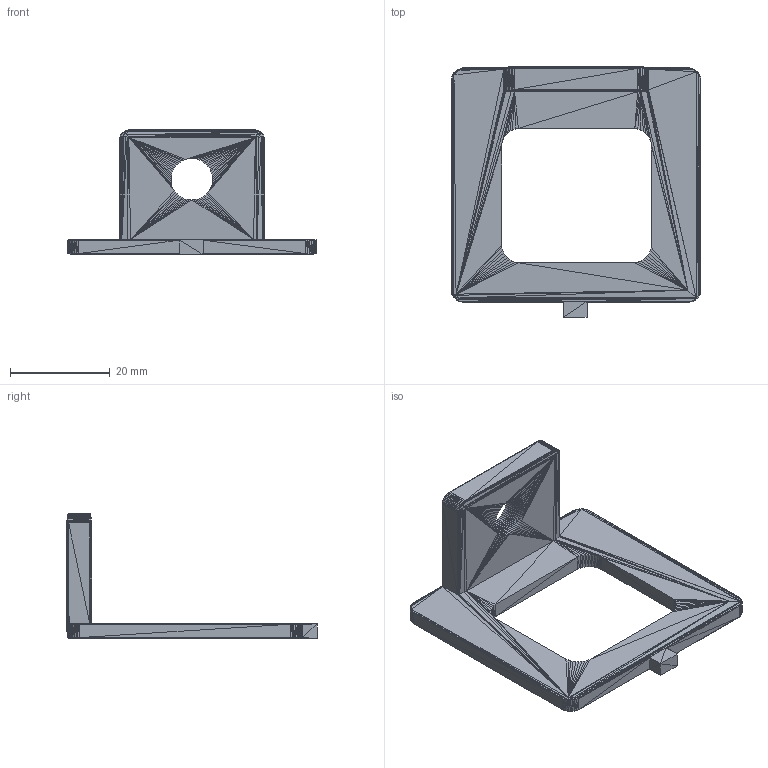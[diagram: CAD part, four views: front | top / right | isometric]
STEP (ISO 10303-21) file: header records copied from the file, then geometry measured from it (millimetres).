
FILE_DESCRIPTION((''),'2;1');
FILE_NAME('uno case base mount', '2026-02-18T06:56:00', (''), (''), 'ImageToStl.com STEP Converter','', '');
FILE_SCHEMA(('AUTOMOTIVE_DESIGN_CC2'));
Length unit declared in the file: metre
Products named in the file (1): product0
Bounding box: 49.97 x 50.2 x 25 mm (x, y, z)
Surface area: 5464.9 mm2 (no closed solid volume)
Topology: 0 solids, 1576 shells, 1576 faces, 4728 edges, 786 vertices
Faces by surface type: plane 1576
Entity records: 36272 total; most frequent: DIRECTION 7882, ORIENTED_EDGE 4728, EDGE_CURVE 4728, LINE 4728, VECTOR 4728, AXIS2_PLACEMENT_3D 1577, FACE_SURFACE 1576, PLANE 1576
